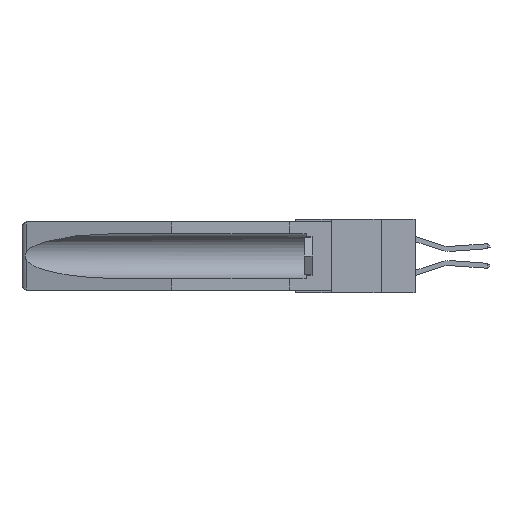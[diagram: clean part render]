
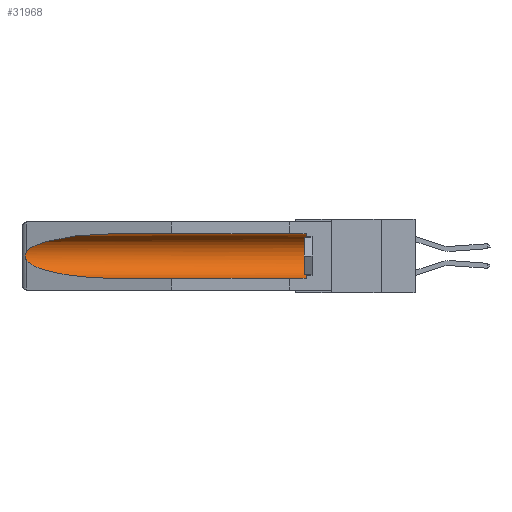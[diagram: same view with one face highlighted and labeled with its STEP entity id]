
A CAD part, left-side view. The second image highlights one B-rep face of the part: STEP entity #31968.
In plain terms, the highlighted cylindrical face has radius 2.857 mm (diameter 5.715 mm), a partial arc.
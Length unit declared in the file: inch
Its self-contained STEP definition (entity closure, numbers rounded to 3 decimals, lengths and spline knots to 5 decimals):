
#59 = DIRECTION ( 'NONE',  ( 0., 0., 1. ) ) ;
#945 = CARTESIAN_POINT ( 'NONE',  ( 0.26537, 1.52718, -0.14972 ) ) ;
#1879 = VERTEX_POINT ( 'NONE', #10421 ) ;
#2562 = CARTESIAN_POINT ( 'NONE',  ( 0.26597, 1.52961, -0.15275 ) ) ;
#2684 = CARTESIAN_POINT ( 'NONE',  ( 0.2675, 1.53308, -0.17534 ) ) ;
#3786 = CARTESIAN_POINT ( 'NONE',  ( 0.25451, 1.48313, -0.09465 ) ) ;
#3930 = ORIENTED_EDGE ( 'NONE', *, *, #21294, .T. ) ;
#4066 = AXIS2_PLACEMENT_3D ( 'NONE', #5645, #7930, #5537 ) ;
#4084 = VERTEX_POINT ( 'NONE', #22163 ) ;
#5158 = DIRECTION ( 'NONE',  ( 0., -1., 0. ) ) ;
#5286 = CARTESIAN_POINT ( 'NONE',  ( 0.26597, 1.5296, -0.19026 ) ) ;
#5465 = CARTESIAN_POINT ( 'NONE',  ( 0.155, -0.30754, -0.284 ) ) ;
#5537 = DIRECTION ( 'NONE',  ( 0., 0., 1. ) ) ;
#5645 = CARTESIAN_POINT ( 'NONE',  ( 0.155, -0.30754, -0.1715 ) ) ;
#6007 = FACE_OUTER_BOUND ( 'NONE', #26409, .T. ) ;
#6424 = VERTEX_POINT ( 'NONE', #32191 ) ;
#7188 = DIRECTION ( 'NONE',  ( 0., 1., 0. ) ) ;
#7422 = ORIENTED_EDGE ( 'NONE', *, *, #19450, .T. ) ;
#7930 = DIRECTION ( 'NONE',  ( 0., 1., 0. ) ) ;
#9841 =( BOUNDED_CURVE ( )  B_SPLINE_CURVE ( 3, ( #20578, #25396, #20688, #17641 ),
 .UNSPECIFIED., .F., .F. ) 
 B_SPLINE_CURVE_WITH_KNOTS ( ( 4, 4 ),
 ( 0.1948, 1.5708 ),
 .UNSPECIFIED. ) 
 CURVE ( )  GEOMETRIC_REPRESENTATION_ITEM ( )  RATIONAL_B_SPLINE_CURVE ( ( 1., 0.848, 0.848, 1. ) ) 
 REPRESENTATION_ITEM ( '' )  );
#10421 = CARTESIAN_POINT ( 'NONE',  ( 0.155, 1.07973, -0.284 ) ) ;
#11007 = ORIENTED_EDGE ( 'NONE', *, *, #20423, .T. ) ;
#11272 = VECTOR ( 'NONE', #21011, 39.37008 ) ;
#12313 = ORIENTED_EDGE ( 'NONE', *, *, #16739, .T. ) ;
#12577 = CARTESIAN_POINT ( 'NONE',  ( 0.2675, 1.53308, -0.16763 ) ) ;
#14370 = EDGE_CURVE ( 'NONE', #17111, #4084, #27233, .T. ) ;
#16584 = CARTESIAN_POINT ( 'NONE',  ( 0.155, 0.126, -0.284 ) ) ;
#16739 = EDGE_CURVE ( 'NONE', #6424, #20375, #19029, .T. ) ;
#17111 = VERTEX_POINT ( 'NONE', #24892 ) ;
#17641 = CARTESIAN_POINT ( 'NONE',  ( 0.155, 1.07973, -0.284 ) ) ;
#19029 = LINE ( 'NONE', #25303, #33040 ) ;
#19450 = EDGE_CURVE ( 'NONE', #20375, #17111, #20407, .T. ) ;
#19513 = VERTEX_POINT ( 'NONE', #16584 ) ;
#20217 = AXIS2_PLACEMENT_3D ( 'NONE', #22553, #5158, #59 ) ;
#20375 = VERTEX_POINT ( 'NONE', #29927 ) ;
#20407 =( BOUNDED_CURVE ( )  B_SPLINE_CURVE ( 3, ( #31878, #31769, #3786, #945 ),
 .UNSPECIFIED., .F., .F. ) 
 B_SPLINE_CURVE_WITH_KNOTS ( ( 4, 4 ),
 ( 4.71239, 6.08839 ),
 .UNSPECIFIED. ) 
 CURVE ( )  GEOMETRIC_REPRESENTATION_ITEM ( )  RATIONAL_B_SPLINE_CURVE ( ( 1., 0.848, 0.848, 1. ) ) 
 REPRESENTATION_ITEM ( '' )  );
#20423 = EDGE_CURVE ( 'NONE', #19513, #6424, #21195, .T. ) ;
#20578 = CARTESIAN_POINT ( 'NONE',  ( 0.26537, 1.52718, -0.19328 ) ) ;
#20688 = CARTESIAN_POINT ( 'NONE',  ( 0.21114, 1.30732, -0.284 ) ) ;
#20707 = CARTESIAN_POINT ( 'NONE',  ( 0.2673, 1.53269, -0.17917 ) ) ;
#21011 = DIRECTION ( 'NONE',  ( 0., 1., 0. ) ) ;
#21195 = CIRCLE ( 'NONE', #20217, 0.1125 ) ;
#21294 = EDGE_CURVE ( 'NONE', #4084, #1879, #9841, .T. ) ;
#22163 = CARTESIAN_POINT ( 'NONE',  ( 0.26537, 1.52718, -0.19328 ) ) ;
#22176 = LINE ( 'NONE', #5465, #11272 ) ;
#22553 = CARTESIAN_POINT ( 'NONE',  ( 0.155, 0.126, -0.1715 ) ) ;
#24892 = CARTESIAN_POINT ( 'NONE',  ( 0.26537, 1.52718, -0.14972 ) ) ;
#25303 = CARTESIAN_POINT ( 'NONE',  ( 0.155, -0.30754, -0.059 ) ) ;
#25396 = CARTESIAN_POINT ( 'NONE',  ( 0.25451, 1.48313, -0.24835 ) ) ;
#25411 = CARTESIAN_POINT ( 'NONE',  ( 0.26654, 1.53092, -0.15636 ) ) ;
#25865 = EDGE_CURVE ( 'NONE', #19513, #1879, #22176, .T. ) ;
#26409 = EDGE_LOOP ( 'NONE', ( #7422, #31254, #3930, #27050, #11007, #12313 ) ) ;
#27050 = ORIENTED_EDGE ( 'NONE', *, *, #25865, .F. ) ;
#27233 = B_SPLINE_CURVE_WITH_KNOTS ( 'NONE', 3,
 ( #28192, #2562, #25411, #30913, #12577, #2684, #20707, #30586, #5286, #33155 ),
 .UNSPECIFIED., .F., .F.,
 ( 4, 2, 2, 2, 4 ),
 ( 0., 0.00029, 0.00058, 0.00087, 0.00117 ),
 .UNSPECIFIED. ) ;
#28192 = CARTESIAN_POINT ( 'NONE',  ( 0.26537, 1.52718, -0.14972 ) ) ;
#29927 = CARTESIAN_POINT ( 'NONE',  ( 0.155, 1.07973, -0.059 ) ) ;
#30586 = CARTESIAN_POINT ( 'NONE',  ( 0.26655, 1.53094, -0.18657 ) ) ;
#30913 = CARTESIAN_POINT ( 'NONE',  ( 0.2673, 1.5327, -0.16383 ) ) ;
#31254 = ORIENTED_EDGE ( 'NONE', *, *, #14370, .T. ) ;
#31354 = CYLINDRICAL_SURFACE ( 'NONE', #4066, 0.1125 ) ;
#31769 = CARTESIAN_POINT ( 'NONE',  ( 0.21114, 1.30732, -0.059 ) ) ;
#31878 = CARTESIAN_POINT ( 'NONE',  ( 0.155, 1.07973, -0.059 ) ) ;
#31968 = ADVANCED_FACE ( 'NONE', ( #6007 ), #31354, .F. ) ;
#32191 = CARTESIAN_POINT ( 'NONE',  ( 0.155, 0.126, -0.059 ) ) ;
#33040 = VECTOR ( 'NONE', #7188, 39.37008 ) ;
#33155 = CARTESIAN_POINT ( 'NONE',  ( 0.26537, 1.52718, -0.19328 ) ) ;
